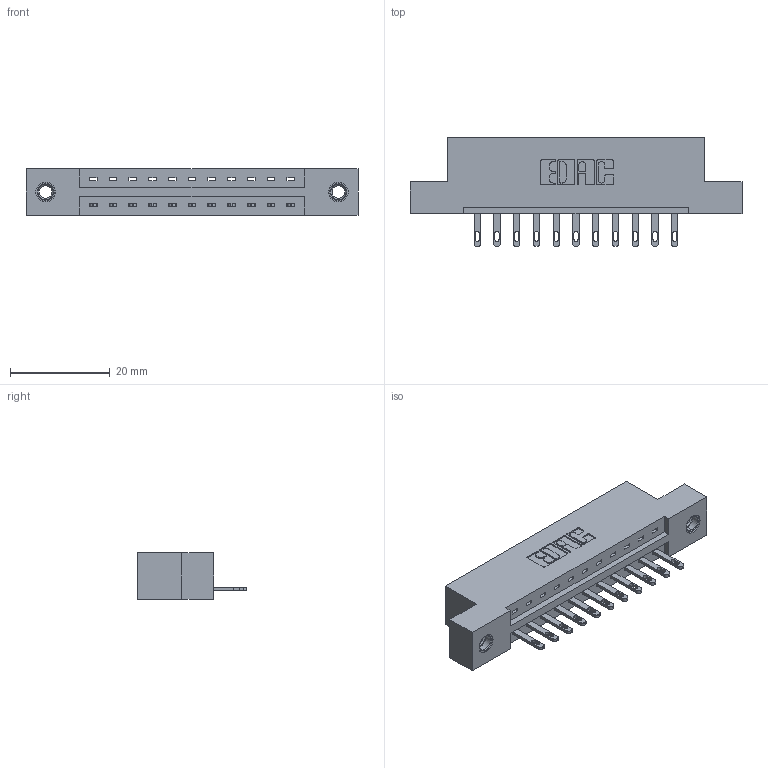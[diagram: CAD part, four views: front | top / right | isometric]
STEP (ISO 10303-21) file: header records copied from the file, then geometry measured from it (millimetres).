
FILE_DESCRIPTION (( 'STEP AP203' ), '1' );
FILE_NAME ('887-011-500-107.STEP', '2020-09-20T16:10:08', ( '' ), ( '' ), 'SwSTEP 2.0', 'SolidWorks 2020', '' );
FILE_SCHEMA (( 'CONFIG_CONTROL_DESIGN' ));
Length unit declared in the file: inch
Products named in the file (4): 345-292-001_345-293-100; 887-011-500-107; 345-250-001_345-250-005-103; 837 Part_Flush Mounting Lugs - 0.156 Dia-TI
Assembly tree (14 placements, depth 2):
  887-011-500-107
    837 Part_Flush Mounting Lugs - 0.156 Dia-TI
    345-292-001_345-293-100  x11
    345-250-001_345-250-005-103  x2
Bounding box: 66.6 x 21.85 x 9.4 mm (x, y, z)
Volume: 6527.2 mm3; surface area: 6639.6 mm2
Topology: 14 solids, 14 shells, 812 faces, 2427 edges, 1610 vertices
Faces by surface type: plane 542, cylinder 254, cone 12, torus 4
Entity records: 13302 total; most frequent: CARTESIAN_POINT 2294, ORIENTED_EDGE 2234, DIRECTION 2029, EDGE_CURVE 1117, LINE 965, VECTOR 965, VERTEX_POINT 740, AXIS2_PLACEMENT_3D 532
